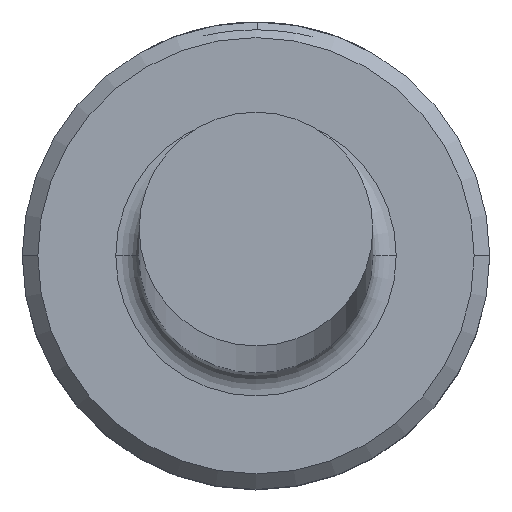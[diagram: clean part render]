
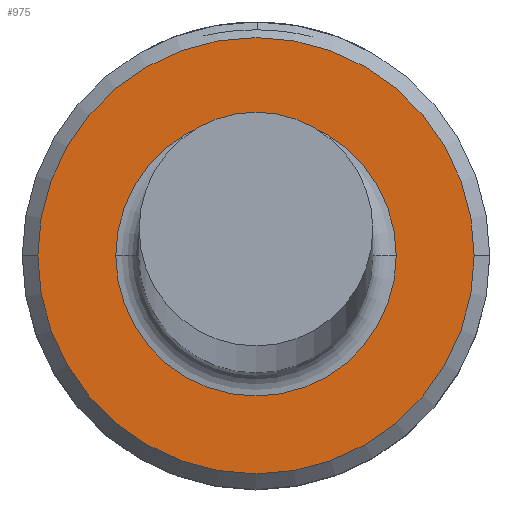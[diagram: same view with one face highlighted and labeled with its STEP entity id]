
A CAD part, top view. The second image highlights one B-rep face of the part: STEP entity #975.
In plain terms, the highlighted planar face has unit normal (0, 0, 1).
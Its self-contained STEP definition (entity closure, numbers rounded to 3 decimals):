
#6 = EDGE_CURVE ( 'NONE', #750, #733, #276, .T. ) ;
#23 = DIRECTION ( 'NONE',  ( 0., 0., -1. ) ) ;
#40 = DIRECTION ( 'NONE',  ( -1., 0., 0. ) ) ;
#72 = ORIENTED_EDGE ( 'NONE', *, *, #1016, .T. ) ;
#170 = CIRCLE ( 'NONE', #261, 1.8 ) ;
#261 = AXIS2_PLACEMENT_3D ( 'NONE', #1115, #593, #40 ) ;
#270 = DIRECTION ( 'NONE',  ( 0., 0., 1. ) ) ;
#276 = CIRCLE ( 'NONE', #447, 2.8 ) ;
#287 = CIRCLE ( 'NONE', #826, 1.8 ) ;
#310 = VERTEX_POINT ( 'NONE', #1148 ) ;
#345 = FACE_OUTER_BOUND ( 'NONE', #871, .T. ) ;
#396 = ORIENTED_EDGE ( 'NONE', *, *, #1155, .T. ) ;
#397 = DIRECTION ( 'NONE',  ( 0., 0., 1. ) ) ;
#426 = CARTESIAN_POINT ( 'NONE',  ( 2.8, 0., 4. ) ) ;
#447 = AXIS2_PLACEMENT_3D ( 'NONE', #570, #657, #1094 ) ;
#531 = AXIS2_PLACEMENT_3D ( 'NONE', #808, #270, #893 ) ;
#570 = CARTESIAN_POINT ( 'NONE',  ( 0., 0., 4. ) ) ;
#582 = CARTESIAN_POINT ( 'NONE',  ( 0., 0., 4. ) ) ;
#593 = DIRECTION ( 'NONE',  ( 0., 0., -1. ) ) ;
#618 = VERTEX_POINT ( 'NONE', #953 ) ;
#657 = DIRECTION ( 'NONE',  ( 0., 0., 1. ) ) ;
#661 = DIRECTION ( 'NONE',  ( -1., 0., 0. ) ) ;
#733 = VERTEX_POINT ( 'NONE', #1135 ) ;
#735 = CARTESIAN_POINT ( 'NONE',  ( 0., 0., 4. ) ) ;
#750 = VERTEX_POINT ( 'NONE', #426 ) ;
#794 = FACE_BOUND ( 'NONE', #1133, .T. ) ;
#808 = CARTESIAN_POINT ( 'NONE',  ( 0., 0., 4. ) ) ;
#823 = ORIENTED_EDGE ( 'NONE', *, *, #6, .T. ) ;
#826 = AXIS2_PLACEMENT_3D ( 'NONE', #582, #23, #661 ) ;
#867 = EDGE_CURVE ( 'NONE', #733, #750, #896, .T. ) ;
#871 = EDGE_LOOP ( 'NONE', ( #1140, #823 ) ) ;
#893 = DIRECTION ( 'NONE',  ( 1., 0., 0. ) ) ;
#896 = CIRCLE ( 'NONE', #531, 2.8 ) ;
#923 = PLANE ( 'NONE',  #1054 ) ;
#953 = CARTESIAN_POINT ( 'NONE',  ( 1.8, 0., 4. ) ) ;
#975 = ADVANCED_FACE ( 'NONE', ( #345, #794 ), #923, .T. ) ;
#1012 = DIRECTION ( 'NONE',  ( 1., 0., 0. ) ) ;
#1016 = EDGE_CURVE ( 'NONE', #618, #310, #287, .T. ) ;
#1054 = AXIS2_PLACEMENT_3D ( 'NONE', #735, #397, #1012 ) ;
#1094 = DIRECTION ( 'NONE',  ( 1., 0., 0. ) ) ;
#1115 = CARTESIAN_POINT ( 'NONE',  ( 0., 0., 4. ) ) ;
#1133 = EDGE_LOOP ( 'NONE', ( #396, #72 ) ) ;
#1135 = CARTESIAN_POINT ( 'NONE',  ( -2.8, 0., 4. ) ) ;
#1140 = ORIENTED_EDGE ( 'NONE', *, *, #867, .T. ) ;
#1148 = CARTESIAN_POINT ( 'NONE',  ( -1.8, 0., 4. ) ) ;
#1155 = EDGE_CURVE ( 'NONE', #310, #618, #170, .T. ) ;
